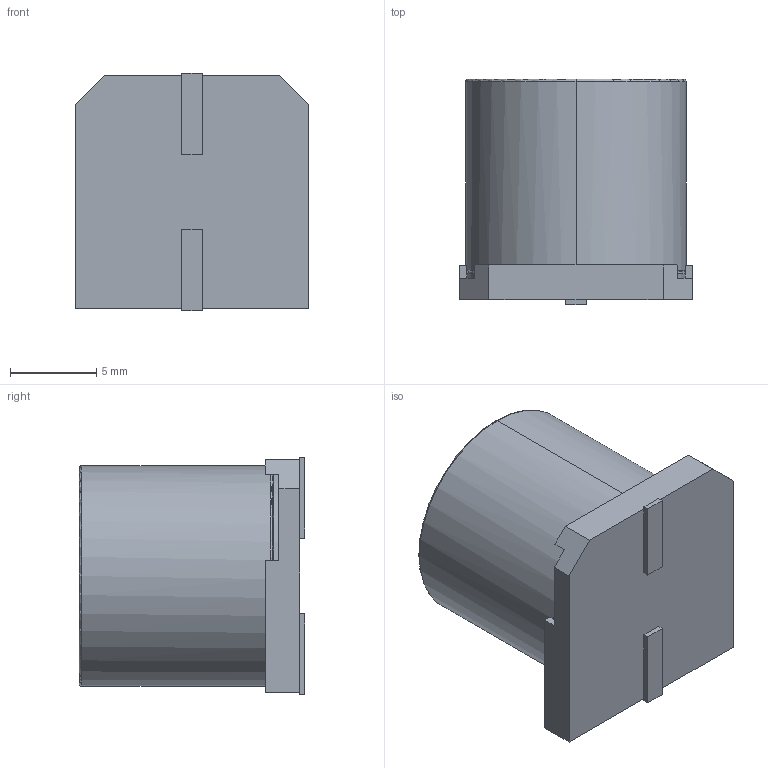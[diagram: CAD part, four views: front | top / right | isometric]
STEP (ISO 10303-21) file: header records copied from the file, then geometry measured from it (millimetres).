
FILE_DESCRIPTION (( 'STEP AP214' ), '1' );
FILE_NAME ('CAP electrolitico SMD code H13.STEP', '2022-09-01T08:47:11', ( '' ), ( '' ), 'SwSTEP 2.0', 'SolidWorks 2020', '' );
FILE_SCHEMA (( 'AUTOMOTIVE_DESIGN' ));
Length unit declared in the file: millimetre
Products named in the file (1): CAP electrolitico SMD code H13
Bounding box: 13.5 x 13.11 x 13.8 mm (x, y, z)
Volume: 1739.2 mm3; surface area: 925.9 mm2
Topology: 1 solids, 1 shells, 45 faces, 120 edges, 73 vertices
Faces by surface type: plane 30, cylinder 9, torus 6
Entity records: 1675 total; most frequent: DIRECTION 246, ORIENTED_EDGE 240, CARTESIAN_POINT 239, EDGE_CURVE 120, LINE 86, VECTOR 86, AXIS2_PLACEMENT_3D 80, VERTEX_POINT 73
